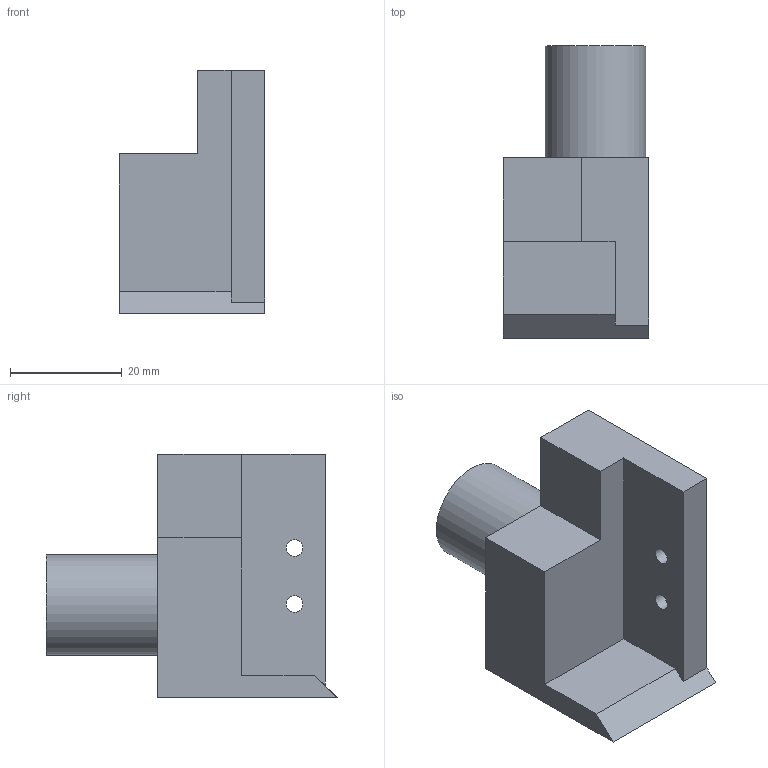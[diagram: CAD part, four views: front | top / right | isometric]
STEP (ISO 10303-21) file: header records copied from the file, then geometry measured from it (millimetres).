
FILE_DESCRIPTION(('HOOPS Exchange Step'),'2;1');
FILE_NAME('2555da94942d7ca6b45042be53e7d10f20200314-3373-564oz2.SLDPRT.step','2020-03-14T10:15:37+00:00',('converter2'),('Unknown organisation'),'HOOPS Exchange 2019.2','HOOPS Exchange','Unknown authorisation');
FILE_SCHEMA( ('AUTOMOTIVE_DESIGN { 1 0 10303 214 1 1 1 1 }') );
Length unit declared in the file: millimetre
Products named in the file (2): По умолчанию; 2555da94942d7ca6b45042be53e7d10f20200314-3373-564oz2
Assembly tree (1 placements, depth 2):
  2555da94942d7ca6b45042be53e7d10f20200314-3373-564oz2
    По умолчанию
Bounding box: 26 x 52.26 x 43.67 mm (x, y, z)
Volume: 23987.9 mm3; surface area: 7301.6 mm2
Topology: 1 solids, 1 shells, 18 faces, 49 edges, 34 vertices
Faces by surface type: plane 13, cylinder 3, cone 2
Full cylindrical faces by diameter (mm): 3 x2, 18 x1
Entity records: 634 total; most frequent: DIRECTION 105, CARTESIAN_POINT 104, ORIENTED_EDGE 98, EDGE_CURVE 49, AXIS2_PLACEMENT_3D 35, VECTOR 35, LINE 35, VERTEX_POINT 34
